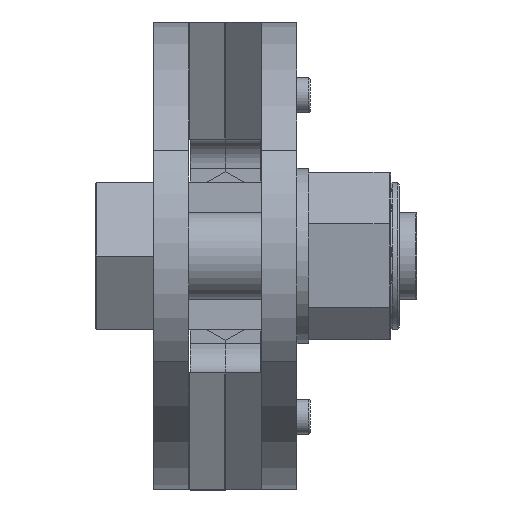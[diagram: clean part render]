
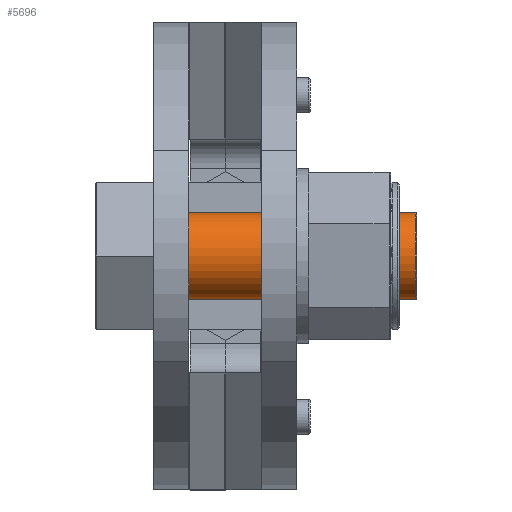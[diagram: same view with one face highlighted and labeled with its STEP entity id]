
A CAD part, left-side view. The second image highlights one B-rep face of the part: STEP entity #5696.
In plain terms, the highlighted cylindrical face has radius 15 mm (diameter 30 mm), a full revolution.
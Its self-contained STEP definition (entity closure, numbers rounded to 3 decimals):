
#123 = AXIS2_PLACEMENT_3D ( 'NONE', #7443, #2050, #7156 ) ;
#242 = EDGE_LOOP ( 'NONE', ( #8328 ) ) ;
#783 = EDGE_CURVE ( 'NONE', #3803, #3803, #1676, .T. ) ;
#814 = CARTESIAN_POINT ( 'NONE',  ( 0., -89.5, 15. ) ) ;
#897 = CARTESIAN_POINT ( 'NONE',  ( 0., 0., 15. ) ) ;
#1103 = EDGE_LOOP ( 'NONE', ( #4578 ) ) ;
#1152 = DIRECTION ( 'NONE',  ( 0., 0., 1. ) ) ;
#1618 = AXIS2_PLACEMENT_3D ( 'NONE', #3514, #9107, #1152 ) ;
#1676 = CIRCLE ( 'NONE', #1618, 15. ) ;
#2050 = DIRECTION ( 'NONE',  ( 0., 1., 0. ) ) ;
#2417 = AXIS2_PLACEMENT_3D ( 'NONE', #7430, #7472, #7402 ) ;
#3071 = EDGE_CURVE ( 'NONE', #5191, #5191, #5981, .T. ) ;
#3514 = CARTESIAN_POINT ( 'NONE',  ( 0., 0., 0. ) ) ;
#3803 = VERTEX_POINT ( 'NONE', #897 ) ;
#4578 = ORIENTED_EDGE ( 'NONE', *, *, #783, .F. ) ;
#5191 = VERTEX_POINT ( 'NONE', #814 ) ;
#5696 = ADVANCED_FACE ( 'NONE', ( #7345, #7290 ), #7280, .T. ) ;
#5981 = CIRCLE ( 'NONE', #123, 15. ) ;
#7156 = DIRECTION ( 'NONE',  ( 0., 0., 1. ) ) ;
#7280 = CYLINDRICAL_SURFACE ( 'NONE', #2417, 15. ) ;
#7290 = FACE_OUTER_BOUND ( 'NONE', #1103, .T. ) ;
#7345 = FACE_OUTER_BOUND ( 'NONE', #242, .T. ) ;
#7402 = DIRECTION ( 'NONE',  ( 0., 0., 1. ) ) ;
#7430 = CARTESIAN_POINT ( 'NONE',  ( 0., -90., 0. ) ) ;
#7443 = CARTESIAN_POINT ( 'NONE',  ( 0., -89.5, 0. ) ) ;
#7472 = DIRECTION ( 'NONE',  ( 0., 1., 0. ) ) ;
#8328 = ORIENTED_EDGE ( 'NONE', *, *, #3071, .T. ) ;
#9107 = DIRECTION ( 'NONE',  ( 0., 1., 0. ) ) ;
